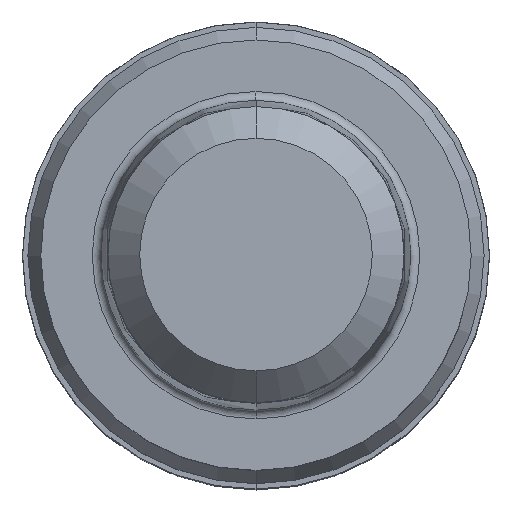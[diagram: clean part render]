
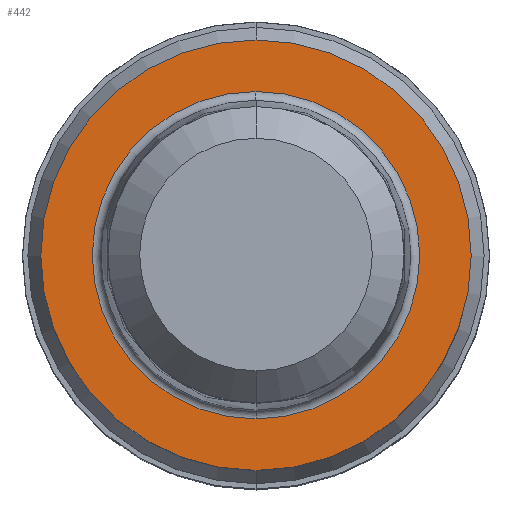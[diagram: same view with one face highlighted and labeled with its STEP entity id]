
A CAD part, top view. The second image highlights one B-rep face of the part: STEP entity #442.
In plain terms, the highlighted planar face has unit normal (0, 0, 1).
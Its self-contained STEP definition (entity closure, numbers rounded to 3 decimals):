
#196=EDGE_CURVE('',#298,#372,#503,.T.);
#222=VERTEX_POINT('',#532);
#232=EDGE_CURVE('',#274,#222,#542,.T.);
#274=VERTEX_POINT('',#591);
#298=VERTEX_POINT('',#619);
#348=EDGE_CURVE('',#222,#274,#674,.T.);
#372=VERTEX_POINT('',#702);
#424=EDGE_CURVE('',#372,#298,#761,.T.);
#442=ADVANCED_FACE('',(#780,#781),#782,.T.);
#503=CIRCLE('',#849,5.85);
#532=CARTESIAN_POINT('',(0.,-4.45,0.01));
#542=CIRCLE('',#898,4.45);
#591=CARTESIAN_POINT('',(0.0,4.45,0.01));
#619=CARTESIAN_POINT('',(0.0,5.85,0.01));
#674=CIRCLE('',#1061,4.45);
#702=CARTESIAN_POINT('',(0.,-5.85,0.01));
#761=CIRCLE('',#1176,5.85);
#780=FACE_OUTER_BOUND('',#1201,.T.);
#781=FACE_BOUND('',#1202,.T.);
#782=PLANE('',#1203);
#849=AXIS2_PLACEMENT_3D('',#1258,#1259,#1260);
#898=AXIS2_PLACEMENT_3D('',#1301,#1302,#1303);
#1061=AXIS2_PLACEMENT_3D('',#1463,#1464,#1465);
#1176=AXIS2_PLACEMENT_3D('',#1588,#1589,#1590);
#1201=EDGE_LOOP('',(#1613,#1614));
#1202=EDGE_LOOP('',(#1615,#1616));
#1203=AXIS2_PLACEMENT_3D('',#1617,#1618,#1619);
#1258=CARTESIAN_POINT('',(0.0,0.0,0.01));
#1259=DIRECTION('',(0.0,0.0,-1.0));
#1260=DIRECTION('',(0.0,1.0,0.0));
#1301=CARTESIAN_POINT('',(0.0,0.0,0.01));
#1302=DIRECTION('',(0.0,0.0,-1.0));
#1303=DIRECTION('',(0.0,1.0,0.0));
#1463=CARTESIAN_POINT('',(0.0,0.0,0.01));
#1464=DIRECTION('',(0.0,0.0,-1.0));
#1465=DIRECTION('',(0.0,1.0,0.0));
#1588=CARTESIAN_POINT('',(0.0,0.0,0.01));
#1589=DIRECTION('',(0.0,0.0,-1.0));
#1590=DIRECTION('',(0.0,1.0,0.0));
#1613=ORIENTED_EDGE('',*,*,#196,.F.);
#1614=ORIENTED_EDGE('',*,*,#424,.F.);
#1615=ORIENTED_EDGE('',*,*,#232,.T.);
#1616=ORIENTED_EDGE('',*,*,#348,.T.);
#1617=CARTESIAN_POINT('',(0.0,2.925,0.01));
#1618=DIRECTION('',(-0.0,0.0,1.0));
#1619=DIRECTION('',(0.0,-1.0,0.0));
